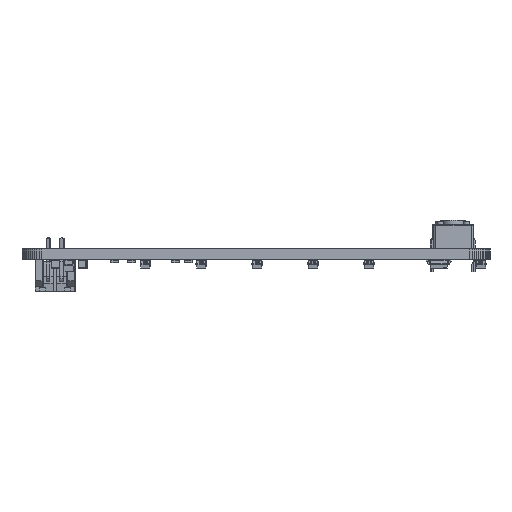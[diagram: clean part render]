
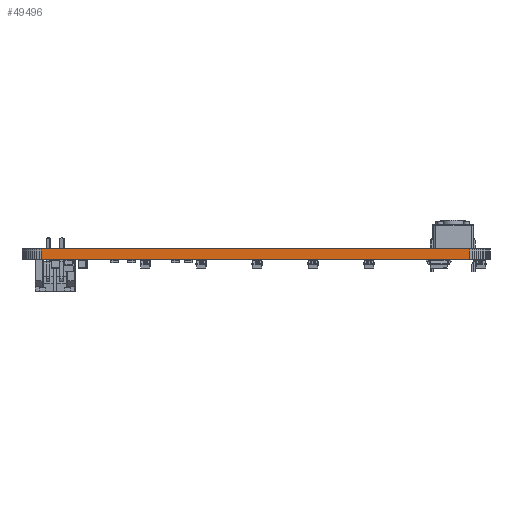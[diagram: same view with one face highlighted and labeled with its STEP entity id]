
A CAD part, left-side view. The second image highlights one B-rep face of the part: STEP entity #49496.
In plain terms, the highlighted planar face has unit normal (-1, 0, 0).
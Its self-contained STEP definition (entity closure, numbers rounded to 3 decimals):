
#30384 = PLANE('',#30385);
#30385 = AXIS2_PLACEMENT_3D('',#30386,#30387,#30388);
#30386 = CARTESIAN_POINT('',(117.316,-59.337,1.6));
#30387 = DIRECTION('',(-0.,-0.,-1.));
#30388 = DIRECTION('',(-1.,0.,0.));
#30438 = PLANE('',#30439);
#30439 = AXIS2_PLACEMENT_3D('',#30440,#30441,#30442);
#30440 = CARTESIAN_POINT('',(117.316,-59.337,0.));
#30441 = DIRECTION('',(-0.,-0.,-1.));
#30442 = DIRECTION('',(-1.,0.,0.));
#31751 = VERTEX_POINT('',#31752);
#31752 = CARTESIAN_POINT('',(25.25,-91.85,0.));
#31766 = PLANE('',#31767);
#31767 = AXIS2_PLACEMENT_3D('',#31768,#31769,#31770);
#31768 = CARTESIAN_POINT('',(25.269,-92.186,0.));
#31769 = DIRECTION('',(-0.998,-0.056,0.));
#31770 = DIRECTION('',(-0.056,0.998,0.));
#31778 = EDGE_CURVE('',#31751,#31779,#31781,.T.);
#31779 = VERTEX_POINT('',#31780);
#31780 = CARTESIAN_POINT('',(25.25,-26.7,0.));
#31781 = SURFACE_CURVE('',#31782,(#31786,#31793),.PCURVE_S1.);
#31782 = LINE('',#31783,#31784);
#31783 = CARTESIAN_POINT('',(25.25,-91.85,0.));
#31784 = VECTOR('',#31785,1.);
#31785 = DIRECTION('',(0.,1.,0.));
#31786 = PCURVE('',#30438,#31787);
#31787 = DEFINITIONAL_REPRESENTATION('',(#31788),#31792);
#31788 = LINE('',#31789,#31790);
#31789 = CARTESIAN_POINT('',(92.066,-32.513));
#31790 = VECTOR('',#31791,1.);
#31791 = DIRECTION('',(0.,1.));
#31792 = ( GEOMETRIC_REPRESENTATION_CONTEXT(2) 
PARAMETRIC_REPRESENTATION_CONTEXT() REPRESENTATION_CONTEXT('2D SPACE',''
  ) );
#31793 = PCURVE('',#31794,#31799);
#31794 = PLANE('',#31795);
#31795 = AXIS2_PLACEMENT_3D('',#31796,#31797,#31798);
#31796 = CARTESIAN_POINT('',(25.25,-91.85,0.));
#31797 = DIRECTION('',(-1.,0.,0.));
#31798 = DIRECTION('',(0.,1.,0.));
#31799 = DEFINITIONAL_REPRESENTATION('',(#31800),#31804);
#31800 = LINE('',#31801,#31802);
#31801 = CARTESIAN_POINT('',(0.,0.));
#31802 = VECTOR('',#31803,1.);
#31803 = DIRECTION('',(1.,0.));
#31804 = ( GEOMETRIC_REPRESENTATION_CONTEXT(2) 
PARAMETRIC_REPRESENTATION_CONTEXT() REPRESENTATION_CONTEXT('2D SPACE',''
  ) );
#31822 = PLANE('',#31823);
#31823 = AXIS2_PLACEMENT_3D('',#31824,#31825,#31826);
#31824 = CARTESIAN_POINT('',(25.25,-26.7,0.));
#31825 = DIRECTION('',(-0.997,0.076,0.));
#31826 = DIRECTION('',(0.076,0.997,0.));
#41375 = VERTEX_POINT('',#41376);
#41376 = CARTESIAN_POINT('',(25.25,-91.85,1.6));
#41397 = EDGE_CURVE('',#41375,#41398,#41400,.T.);
#41398 = VERTEX_POINT('',#41399);
#41399 = CARTESIAN_POINT('',(25.25,-26.7,1.6));
#41400 = SURFACE_CURVE('',#41401,(#41405,#41412),.PCURVE_S1.);
#41401 = LINE('',#41402,#41403);
#41402 = CARTESIAN_POINT('',(25.25,-91.85,1.6));
#41403 = VECTOR('',#41404,1.);
#41404 = DIRECTION('',(0.,1.,0.));
#41405 = PCURVE('',#30384,#41406);
#41406 = DEFINITIONAL_REPRESENTATION('',(#41407),#41411);
#41407 = LINE('',#41408,#41409);
#41408 = CARTESIAN_POINT('',(92.066,-32.513));
#41409 = VECTOR('',#41410,1.);
#41410 = DIRECTION('',(0.,1.));
#41411 = ( GEOMETRIC_REPRESENTATION_CONTEXT(2) 
PARAMETRIC_REPRESENTATION_CONTEXT() REPRESENTATION_CONTEXT('2D SPACE',''
  ) );
#41412 = PCURVE('',#31794,#41413);
#41413 = DEFINITIONAL_REPRESENTATION('',(#41414),#41418);
#41414 = LINE('',#41415,#41416);
#41415 = CARTESIAN_POINT('',(0.,-1.6));
#41416 = VECTOR('',#41417,1.);
#41417 = DIRECTION('',(1.,0.));
#41418 = ( GEOMETRIC_REPRESENTATION_CONTEXT(2) 
PARAMETRIC_REPRESENTATION_CONTEXT() REPRESENTATION_CONTEXT('2D SPACE',''
  ) );
#49446 = EDGE_CURVE('',#31779,#41398,#49447,.T.);
#49447 = SURFACE_CURVE('',#49448,(#49452,#49459),.PCURVE_S1.);
#49448 = LINE('',#49449,#49450);
#49449 = CARTESIAN_POINT('',(25.25,-26.7,0.));
#49450 = VECTOR('',#49451,1.);
#49451 = DIRECTION('',(0.,0.,1.));
#49452 = PCURVE('',#31822,#49453);
#49453 = DEFINITIONAL_REPRESENTATION('',(#49454),#49458);
#49454 = LINE('',#49455,#49456);
#49455 = CARTESIAN_POINT('',(0.,0.));
#49456 = VECTOR('',#49457,1.);
#49457 = DIRECTION('',(0.,-1.));
#49458 = ( GEOMETRIC_REPRESENTATION_CONTEXT(2) 
PARAMETRIC_REPRESENTATION_CONTEXT() REPRESENTATION_CONTEXT('2D SPACE',''
  ) );
#49459 = PCURVE('',#31794,#49460);
#49460 = DEFINITIONAL_REPRESENTATION('',(#49461),#49465);
#49461 = LINE('',#49462,#49463);
#49462 = CARTESIAN_POINT('',(65.15,0.));
#49463 = VECTOR('',#49464,1.);
#49464 = DIRECTION('',(0.,-1.));
#49465 = ( GEOMETRIC_REPRESENTATION_CONTEXT(2) 
PARAMETRIC_REPRESENTATION_CONTEXT() REPRESENTATION_CONTEXT('2D SPACE',''
  ) );
#49496 = ADVANCED_FACE('',(#49497),#31794,.T.);
#49497 = FACE_BOUND('',#49498,.T.);
#49498 = EDGE_LOOP('',(#49499,#49520,#49521,#49522));
#49499 = ORIENTED_EDGE('',*,*,#49500,.T.);
#49500 = EDGE_CURVE('',#31751,#41375,#49501,.T.);
#49501 = SURFACE_CURVE('',#49502,(#49506,#49513),.PCURVE_S1.);
#49502 = LINE('',#49503,#49504);
#49503 = CARTESIAN_POINT('',(25.25,-91.85,0.));
#49504 = VECTOR('',#49505,1.);
#49505 = DIRECTION('',(0.,0.,1.));
#49506 = PCURVE('',#31794,#49507);
#49507 = DEFINITIONAL_REPRESENTATION('',(#49508),#49512);
#49508 = LINE('',#49509,#49510);
#49509 = CARTESIAN_POINT('',(0.,0.));
#49510 = VECTOR('',#49511,1.);
#49511 = DIRECTION('',(0.,-1.));
#49512 = ( GEOMETRIC_REPRESENTATION_CONTEXT(2) 
PARAMETRIC_REPRESENTATION_CONTEXT() REPRESENTATION_CONTEXT('2D SPACE',''
  ) );
#49513 = PCURVE('',#31766,#49514);
#49514 = DEFINITIONAL_REPRESENTATION('',(#49515),#49519);
#49515 = LINE('',#49516,#49517);
#49516 = CARTESIAN_POINT('',(0.336,0.));
#49517 = VECTOR('',#49518,1.);
#49518 = DIRECTION('',(0.,-1.));
#49519 = ( GEOMETRIC_REPRESENTATION_CONTEXT(2) 
PARAMETRIC_REPRESENTATION_CONTEXT() REPRESENTATION_CONTEXT('2D SPACE',''
  ) );
#49520 = ORIENTED_EDGE('',*,*,#41397,.T.);
#49521 = ORIENTED_EDGE('',*,*,#49446,.F.);
#49522 = ORIENTED_EDGE('',*,*,#31778,.F.);
